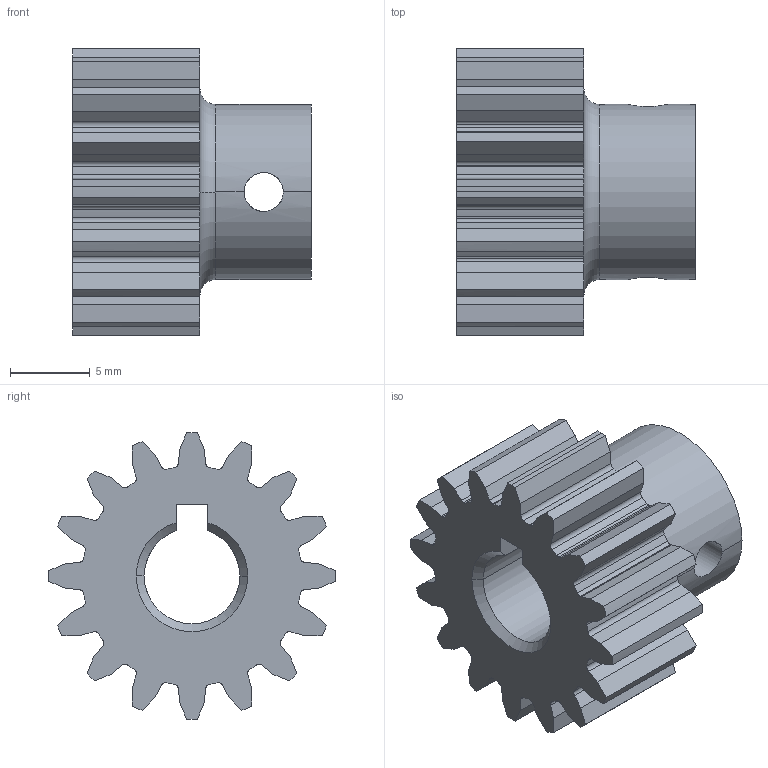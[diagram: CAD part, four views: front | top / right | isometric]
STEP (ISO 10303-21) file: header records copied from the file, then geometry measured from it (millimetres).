
FILE_DESCRIPTION(('CATIA V5 STEP Exchange'),'2;1');
FILE_NAME('PIGNON 16 DENTS.stp','2021-01-26T13:06:06+00:00',('none'),('none'),'CATIA Version 5 Release 20 GA (IN-10)','CATIA V5 STEP AP203','none');
FILE_SCHEMA(('CONFIG_CONTROL_DESIGN'));
Length unit declared in the file: millimetre
Products named in the file (1): PIGNON 16 DENTS
Bounding box: 15 x 18 x 18 mm (x, y, z)
Volume: 1748.2 mm3; surface area: 1664 mm2
Topology: 1 solids, 1 shells, 165 faces, 494 edges, 328 vertices
Faces by surface type: cylinder 87, plane 70, cone 6, torus 2
Entity records: 5606 total; most frequent: CARTESIAN_POINT 1204, ORIENTED_EDGE 988, DIRECTION 774, EDGE_CURVE 494, VERTEX_POINT 328, AXIS2_PLACEMENT_3D 319, VECTOR 296, LINE 296
